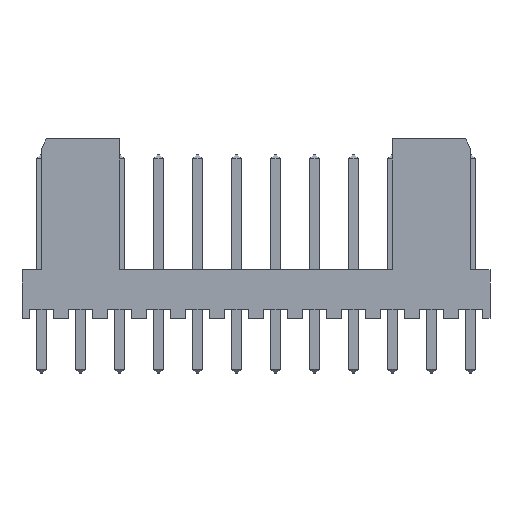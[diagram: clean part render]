
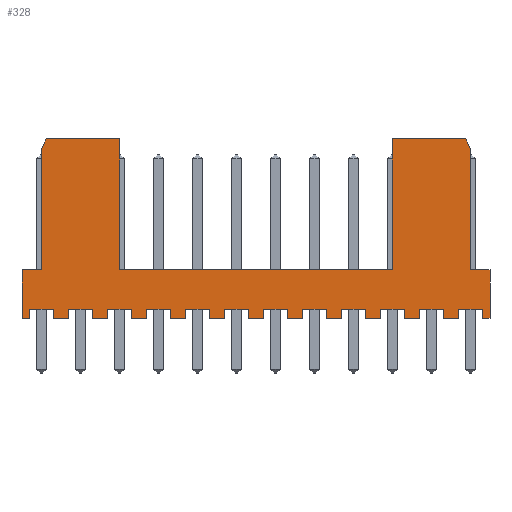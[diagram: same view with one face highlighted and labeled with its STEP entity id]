
A CAD part, front view. The second image highlights one B-rep face of the part: STEP entity #328.
In plain terms, the highlighted planar face has unit normal (0, -1, 0).
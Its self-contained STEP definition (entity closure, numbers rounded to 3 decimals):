
#12=DIRECTION('',(0.,0.,1.));
#23=VERTEX_POINT('',#24);
#24=CARTESIAN_POINT('',(-1.27,-2.9,0.));
#28=ORIENTED_EDGE('',*,*,#29,.T.);
#29=EDGE_CURVE('',#23,#30,#32,.T.);
#30=VERTEX_POINT('',#31);
#31=CARTESIAN_POINT('',(-0.75,-2.9,0.));
#32=LINE('',#24,#33);
#33=VECTOR('',#34,1.);
#34=DIRECTION('',(1.,0.,0.));
#46=VECTOR('',#47,1.);
#47=DIRECTION('',(-1.,0.,0.));
#59=VECTOR('',#12,1.);
#62=VERTEX_POINT('',#63);
#63=CARTESIAN_POINT('',(-1.27,-2.9,3.17));
#65=ORIENTED_EDGE('',*,*,#66,.F.);
#66=EDGE_CURVE('',#23,#62,#67,.T.);
#67=LINE('',#24,#59);
#316=ORIENTED_EDGE('',*,*,#317,.T.);
#317=EDGE_CURVE('',#30,#318,#320,.T.);
#318=VERTEX_POINT('',#319);
#319=CARTESIAN_POINT('',(-0.75,-2.9,0.6));
#320=LINE('',#31,#59);
#328=ADVANCED_FACE('',(#329),#618,.T.);
#329=FACE_BOUND('',#330,.T.);
#330=EDGE_LOOP('',(#28,#316,#331,#336,#341,#345,#350,#355,#360,#364,#369,#374,#379,#383,#388,#393,#398,#402,#407,#412,#417,#421,#426,#431,#436,#440,#445,#450,#455,#459,#464,#469,#474,#478,#483,#488,#493,#497,#502,#507,#512,#516,#521,#526,#531,#535,#540,#545,#550,#554,#559,#564,#569,#577,#582,#587,#591,#596,#603,#611,#616,#65));
#331=ORIENTED_EDGE('',*,*,#332,.F.);
#332=EDGE_CURVE('',#333,#318,#335,.T.);
#333=VERTEX_POINT('',#334);
#334=CARTESIAN_POINT('',(0.75,-2.9,0.6));
#335=LINE('',#334,#46);
#336=ORIENTED_EDGE('',*,*,#337,.F.);
#337=EDGE_CURVE('',#338,#333,#340,.T.);
#338=VERTEX_POINT('',#339);
#339=CARTESIAN_POINT('',(0.75,-2.9,0.));
#340=LINE('',#339,#59);
#341=ORIENTED_EDGE('',*,*,#342,.T.);
#342=EDGE_CURVE('',#338,#343,#32,.T.);
#343=VERTEX_POINT('',#344);
#344=CARTESIAN_POINT('',(1.79,-2.9,0.));
#345=ORIENTED_EDGE('',*,*,#346,.T.);
#346=EDGE_CURVE('',#343,#347,#349,.T.);
#347=VERTEX_POINT('',#348);
#348=CARTESIAN_POINT('',(1.79,-2.9,0.6));
#349=LINE('',#344,#59);
#350=ORIENTED_EDGE('',*,*,#351,.F.);
#351=EDGE_CURVE('',#352,#347,#354,.T.);
#352=VERTEX_POINT('',#353);
#353=CARTESIAN_POINT('',(3.29,-2.9,0.6));
#354=LINE('',#353,#46);
#355=ORIENTED_EDGE('',*,*,#356,.F.);
#356=EDGE_CURVE('',#357,#352,#359,.T.);
#357=VERTEX_POINT('',#358);
#358=CARTESIAN_POINT('',(3.29,-2.9,0.));
#359=LINE('',#358,#59);
#360=ORIENTED_EDGE('',*,*,#361,.T.);
#361=EDGE_CURVE('',#357,#362,#32,.T.);
#362=VERTEX_POINT('',#363);
#363=CARTESIAN_POINT('',(4.33,-2.9,0.));
#364=ORIENTED_EDGE('',*,*,#365,.T.);
#365=EDGE_CURVE('',#362,#366,#368,.T.);
#366=VERTEX_POINT('',#367);
#367=CARTESIAN_POINT('',(4.33,-2.9,0.6));
#368=LINE('',#363,#59);
#369=ORIENTED_EDGE('',*,*,#370,.F.);
#370=EDGE_CURVE('',#371,#366,#373,.T.);
#371=VERTEX_POINT('',#372);
#372=CARTESIAN_POINT('',(5.83,-2.9,0.6));
#373=LINE('',#372,#46);
#374=ORIENTED_EDGE('',*,*,#375,.F.);
#375=EDGE_CURVE('',#376,#371,#378,.T.);
#376=VERTEX_POINT('',#377);
#377=CARTESIAN_POINT('',(5.83,-2.9,0.));
#378=LINE('',#377,#59);
#379=ORIENTED_EDGE('',*,*,#380,.T.);
#380=EDGE_CURVE('',#376,#381,#32,.T.);
#381=VERTEX_POINT('',#382);
#382=CARTESIAN_POINT('',(6.87,-2.9,0.));
#383=ORIENTED_EDGE('',*,*,#384,.T.);
#384=EDGE_CURVE('',#381,#385,#387,.T.);
#385=VERTEX_POINT('',#386);
#386=CARTESIAN_POINT('',(6.87,-2.9,0.6));
#387=LINE('',#382,#59);
#388=ORIENTED_EDGE('',*,*,#389,.F.);
#389=EDGE_CURVE('',#390,#385,#392,.T.);
#390=VERTEX_POINT('',#391);
#391=CARTESIAN_POINT('',(8.37,-2.9,0.6));
#392=LINE('',#391,#46);
#393=ORIENTED_EDGE('',*,*,#394,.F.);
#394=EDGE_CURVE('',#395,#390,#397,.T.);
#395=VERTEX_POINT('',#396);
#396=CARTESIAN_POINT('',(8.37,-2.9,0.));
#397=LINE('',#396,#59);
#398=ORIENTED_EDGE('',*,*,#399,.T.);
#399=EDGE_CURVE('',#395,#400,#32,.T.);
#400=VERTEX_POINT('',#401);
#401=CARTESIAN_POINT('',(9.41,-2.9,0.));
#402=ORIENTED_EDGE('',*,*,#403,.T.);
#403=EDGE_CURVE('',#400,#404,#406,.T.);
#404=VERTEX_POINT('',#405);
#405=CARTESIAN_POINT('',(9.41,-2.9,0.6));
#406=LINE('',#401,#59);
#407=ORIENTED_EDGE('',*,*,#408,.F.);
#408=EDGE_CURVE('',#409,#404,#411,.T.);
#409=VERTEX_POINT('',#410);
#410=CARTESIAN_POINT('',(10.91,-2.9,0.6));
#411=LINE('',#410,#46);
#412=ORIENTED_EDGE('',*,*,#413,.F.);
#413=EDGE_CURVE('',#414,#409,#416,.T.);
#414=VERTEX_POINT('',#415);
#415=CARTESIAN_POINT('',(10.91,-2.9,0.));
#416=LINE('',#415,#59);
#417=ORIENTED_EDGE('',*,*,#418,.T.);
#418=EDGE_CURVE('',#414,#419,#32,.T.);
#419=VERTEX_POINT('',#420);
#420=CARTESIAN_POINT('',(11.95,-2.9,0.));
#421=ORIENTED_EDGE('',*,*,#422,.T.);
#422=EDGE_CURVE('',#419,#423,#425,.T.);
#423=VERTEX_POINT('',#424);
#424=CARTESIAN_POINT('',(11.95,-2.9,0.6));
#425=LINE('',#420,#59);
#426=ORIENTED_EDGE('',*,*,#427,.F.);
#427=EDGE_CURVE('',#428,#423,#430,.T.);
#428=VERTEX_POINT('',#429);
#429=CARTESIAN_POINT('',(13.45,-2.9,0.6));
#430=LINE('',#429,#46);
#431=ORIENTED_EDGE('',*,*,#432,.F.);
#432=EDGE_CURVE('',#433,#428,#435,.T.);
#433=VERTEX_POINT('',#434);
#434=CARTESIAN_POINT('',(13.45,-2.9,0.));
#435=LINE('',#434,#59);
#436=ORIENTED_EDGE('',*,*,#437,.T.);
#437=EDGE_CURVE('',#433,#438,#32,.T.);
#438=VERTEX_POINT('',#439);
#439=CARTESIAN_POINT('',(14.49,-2.9,0.));
#440=ORIENTED_EDGE('',*,*,#441,.T.);
#441=EDGE_CURVE('',#438,#442,#444,.T.);
#442=VERTEX_POINT('',#443);
#443=CARTESIAN_POINT('',(14.49,-2.9,0.6));
#444=LINE('',#439,#59);
#445=ORIENTED_EDGE('',*,*,#446,.F.);
#446=EDGE_CURVE('',#447,#442,#449,.T.);
#447=VERTEX_POINT('',#448);
#448=CARTESIAN_POINT('',(15.99,-2.9,0.6));
#449=LINE('',#448,#46);
#450=ORIENTED_EDGE('',*,*,#451,.F.);
#451=EDGE_CURVE('',#452,#447,#454,.T.);
#452=VERTEX_POINT('',#453);
#453=CARTESIAN_POINT('',(15.99,-2.9,0.));
#454=LINE('',#453,#59);
#455=ORIENTED_EDGE('',*,*,#456,.T.);
#456=EDGE_CURVE('',#452,#457,#32,.T.);
#457=VERTEX_POINT('',#458);
#458=CARTESIAN_POINT('',(17.03,-2.9,0.));
#459=ORIENTED_EDGE('',*,*,#460,.T.);
#460=EDGE_CURVE('',#457,#461,#463,.T.);
#461=VERTEX_POINT('',#462);
#462=CARTESIAN_POINT('',(17.03,-2.9,0.6));
#463=LINE('',#458,#59);
#464=ORIENTED_EDGE('',*,*,#465,.F.);
#465=EDGE_CURVE('',#466,#461,#468,.T.);
#466=VERTEX_POINT('',#467);
#467=CARTESIAN_POINT('',(18.53,-2.9,0.6));
#468=LINE('',#467,#46);
#469=ORIENTED_EDGE('',*,*,#470,.F.);
#470=EDGE_CURVE('',#471,#466,#473,.T.);
#471=VERTEX_POINT('',#472);
#472=CARTESIAN_POINT('',(18.53,-2.9,0.));
#473=LINE('',#472,#59);
#474=ORIENTED_EDGE('',*,*,#475,.T.);
#475=EDGE_CURVE('',#471,#476,#32,.T.);
#476=VERTEX_POINT('',#477);
#477=CARTESIAN_POINT('',(19.57,-2.9,0.));
#478=ORIENTED_EDGE('',*,*,#479,.T.);
#479=EDGE_CURVE('',#476,#480,#482,.T.);
#480=VERTEX_POINT('',#481);
#481=CARTESIAN_POINT('',(19.57,-2.9,0.6));
#482=LINE('',#477,#59);
#483=ORIENTED_EDGE('',*,*,#484,.F.);
#484=EDGE_CURVE('',#485,#480,#487,.T.);
#485=VERTEX_POINT('',#486);
#486=CARTESIAN_POINT('',(21.07,-2.9,0.6));
#487=LINE('',#486,#46);
#488=ORIENTED_EDGE('',*,*,#489,.F.);
#489=EDGE_CURVE('',#490,#485,#492,.T.);
#490=VERTEX_POINT('',#491);
#491=CARTESIAN_POINT('',(21.07,-2.9,0.));
#492=LINE('',#491,#59);
#493=ORIENTED_EDGE('',*,*,#494,.T.);
#494=EDGE_CURVE('',#490,#495,#32,.T.);
#495=VERTEX_POINT('',#496);
#496=CARTESIAN_POINT('',(22.11,-2.9,0.));
#497=ORIENTED_EDGE('',*,*,#498,.T.);
#498=EDGE_CURVE('',#495,#499,#501,.T.);
#499=VERTEX_POINT('',#500);
#500=CARTESIAN_POINT('',(22.11,-2.9,0.6));
#501=LINE('',#496,#59);
#502=ORIENTED_EDGE('',*,*,#503,.F.);
#503=EDGE_CURVE('',#504,#499,#506,.T.);
#504=VERTEX_POINT('',#505);
#505=CARTESIAN_POINT('',(23.61,-2.9,0.6));
#506=LINE('',#505,#46);
#507=ORIENTED_EDGE('',*,*,#508,.F.);
#508=EDGE_CURVE('',#509,#504,#511,.T.);
#509=VERTEX_POINT('',#510);
#510=CARTESIAN_POINT('',(23.61,-2.9,0.));
#511=LINE('',#510,#59);
#512=ORIENTED_EDGE('',*,*,#513,.T.);
#513=EDGE_CURVE('',#509,#514,#32,.T.);
#514=VERTEX_POINT('',#515);
#515=CARTESIAN_POINT('',(24.65,-2.9,0.));
#516=ORIENTED_EDGE('',*,*,#517,.T.);
#517=EDGE_CURVE('',#514,#518,#520,.T.);
#518=VERTEX_POINT('',#519);
#519=CARTESIAN_POINT('',(24.65,-2.9,0.6));
#520=LINE('',#515,#59);
#521=ORIENTED_EDGE('',*,*,#522,.F.);
#522=EDGE_CURVE('',#523,#518,#525,.T.);
#523=VERTEX_POINT('',#524);
#524=CARTESIAN_POINT('',(26.15,-2.9,0.6));
#525=LINE('',#524,#46);
#526=ORIENTED_EDGE('',*,*,#527,.F.);
#527=EDGE_CURVE('',#528,#523,#530,.T.);
#528=VERTEX_POINT('',#529);
#529=CARTESIAN_POINT('',(26.15,-2.9,0.));
#530=LINE('',#529,#59);
#531=ORIENTED_EDGE('',*,*,#532,.T.);
#532=EDGE_CURVE('',#528,#533,#32,.T.);
#533=VERTEX_POINT('',#534);
#534=CARTESIAN_POINT('',(27.19,-2.9,0.));
#535=ORIENTED_EDGE('',*,*,#536,.T.);
#536=EDGE_CURVE('',#533,#537,#539,.T.);
#537=VERTEX_POINT('',#538);
#538=CARTESIAN_POINT('',(27.19,-2.9,0.6));
#539=LINE('',#534,#59);
#540=ORIENTED_EDGE('',*,*,#541,.F.);
#541=EDGE_CURVE('',#542,#537,#544,.T.);
#542=VERTEX_POINT('',#543);
#543=CARTESIAN_POINT('',(28.69,-2.9,0.6));
#544=LINE('',#543,#46);
#545=ORIENTED_EDGE('',*,*,#546,.F.);
#546=EDGE_CURVE('',#547,#542,#549,.T.);
#547=VERTEX_POINT('',#548);
#548=CARTESIAN_POINT('',(28.69,-2.9,0.));
#549=LINE('',#548,#59);
#550=ORIENTED_EDGE('',*,*,#551,.T.);
#551=EDGE_CURVE('',#547,#552,#32,.T.);
#552=VERTEX_POINT('',#553);
#553=CARTESIAN_POINT('',(29.21,-2.9,0.));
#554=ORIENTED_EDGE('',*,*,#555,.T.);
#555=EDGE_CURVE('',#552,#556,#558,.T.);
#556=VERTEX_POINT('',#557);
#557=CARTESIAN_POINT('',(29.21,-2.9,3.17));
#558=LINE('',#553,#59);
#559=ORIENTED_EDGE('',*,*,#560,.F.);
#560=EDGE_CURVE('',#561,#556,#563,.T.);
#561=VERTEX_POINT('',#562);
#562=CARTESIAN_POINT('',(27.94,-2.9,3.17));
#563=LINE('',#63,#33);
#564=ORIENTED_EDGE('',*,*,#565,.T.);
#565=EDGE_CURVE('',#561,#566,#568,.T.);
#566=VERTEX_POINT('',#567);
#567=CARTESIAN_POINT('',(27.94,-2.9,11.));
#568=LINE('',#562,#59);
#569=ORIENTED_EDGE('',*,*,#570,.F.);
#570=EDGE_CURVE('',#571,#566,#573,.T.);
#571=VERTEX_POINT('',#572);
#572=CARTESIAN_POINT('',(27.64,-2.9,11.7));
#573=LINE('',#574,#575);
#574=CARTESIAN_POINT('',(28.888,-2.9,8.787));
#575=VECTOR('',#576,1.);
#576=DIRECTION('',(0.394,0.,-0.919));
#577=ORIENTED_EDGE('',*,*,#578,.F.);
#578=EDGE_CURVE('',#579,#571,#581,.T.);
#579=VERTEX_POINT('',#580);
#580=CARTESIAN_POINT('',(22.86,-2.9,11.7));
#581=LINE('',#580,#33);
#582=ORIENTED_EDGE('',*,*,#583,.F.);
#583=EDGE_CURVE('',#584,#579,#586,.T.);
#584=VERTEX_POINT('',#585);
#585=CARTESIAN_POINT('',(22.86,-2.9,3.17));
#586=LINE('',#585,#59);
#587=ORIENTED_EDGE('',*,*,#588,.F.);
#588=EDGE_CURVE('',#589,#584,#563,.T.);
#589=VERTEX_POINT('',#590);
#590=CARTESIAN_POINT('',(5.08,-2.9,3.17));
#591=ORIENTED_EDGE('',*,*,#592,.T.);
#592=EDGE_CURVE('',#589,#593,#595,.T.);
#593=VERTEX_POINT('',#594);
#594=CARTESIAN_POINT('',(5.08,-2.9,11.7));
#595=LINE('',#590,#59);
#596=ORIENTED_EDGE('',*,*,#597,.T.);
#597=EDGE_CURVE('',#593,#598,#600,.T.);
#598=VERTEX_POINT('',#599);
#599=CARTESIAN_POINT('',(0.3,-2.9,11.7));
#600=LINE('',#594,#601);
#601=VECTOR('',#602,1.);
#602=DIRECTION('',(-1.,-0.,-0.));
#603=ORIENTED_EDGE('',*,*,#604,.T.);
#604=EDGE_CURVE('',#598,#605,#607,.T.);
#605=VERTEX_POINT('',#606);
#606=CARTESIAN_POINT('',(0.,-2.9,11.));
#607=LINE('',#608,#609);
#608=CARTESIAN_POINT('',(-0.948,-2.9,8.787));
#609=VECTOR('',#610,1.);
#610=DIRECTION('',(-0.394,-0.,-0.919));
#611=ORIENTED_EDGE('',*,*,#612,.F.);
#612=EDGE_CURVE('',#613,#605,#615,.T.);
#613=VERTEX_POINT('',#614);
#614=CARTESIAN_POINT('',(0.,-2.9,3.17));
#615=LINE('',#614,#59);
#616=ORIENTED_EDGE('',*,*,#617,.F.);
#617=EDGE_CURVE('',#62,#613,#563,.T.);
#618=PLANE('',#619);
#619=AXIS2_PLACEMENT_3D('',#620,#621,#622);
#620=CARTESIAN_POINT('',(13.97,-2.9,3.958));
#621=DIRECTION('',(-0.,-1.,-0.));
#622=DIRECTION('',(0.,0.,-1.));
